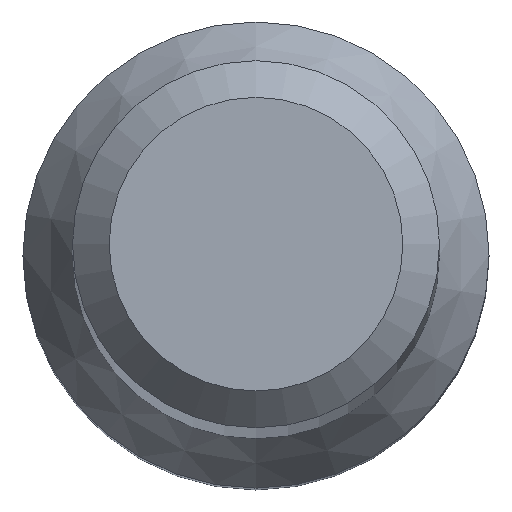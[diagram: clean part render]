
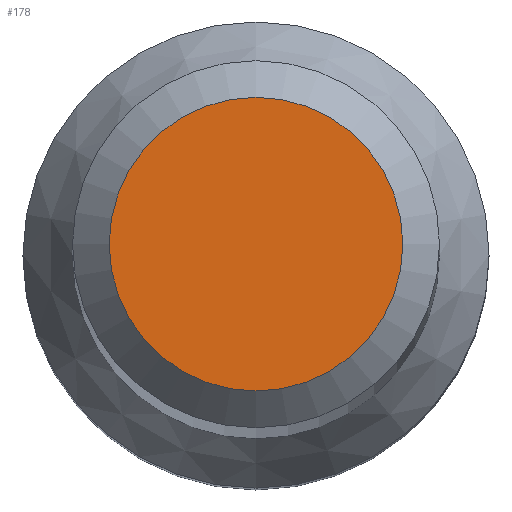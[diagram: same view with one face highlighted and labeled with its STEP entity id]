
A CAD part, top view. The second image highlights one B-rep face of the part: STEP entity #178.
In plain terms, the highlighted planar face has unit normal (0, 0, 1).
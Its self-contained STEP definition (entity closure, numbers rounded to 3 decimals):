
#5 = DIRECTION ( 'NONE',  ( 0., 0., -1. ) ) ;
#27 = CARTESIAN_POINT ( 'NONE',  ( 0., 0., 80. ) ) ;
#36 = CIRCLE ( 'NONE', #179, 1.6 ) ;
#96 = AXIS2_PLACEMENT_3D ( 'NONE', #27, #5, #234 ) ;
#115 = EDGE_CURVE ( 'NONE', #208, #208, #36, .T. ) ;
#126 = CARTESIAN_POINT ( 'NONE',  ( 0., 0., 80. ) ) ;
#171 = DIRECTION ( 'NONE',  ( 0., 1., 0. ) ) ;
#175 = DIRECTION ( 'NONE',  ( 0., 0., -1. ) ) ;
#178 = ADVANCED_FACE ( 'NONE', ( #193 ), #215, .F. ) ;
#179 = AXIS2_PLACEMENT_3D ( 'NONE', #126, #175, #171 ) ;
#191 = CARTESIAN_POINT ( 'NONE',  ( 0., 1.6, 80. ) ) ;
#193 = FACE_OUTER_BOUND ( 'NONE', #238, .T. ) ;
#200 = ORIENTED_EDGE ( 'NONE', *, *, #115, .F. ) ;
#208 = VERTEX_POINT ( 'NONE', #191 ) ;
#215 = PLANE ( 'NONE',  #96 ) ;
#234 = DIRECTION ( 'NONE',  ( 0., 1., 0. ) ) ;
#238 = EDGE_LOOP ( 'NONE', ( #200 ) ) ;
